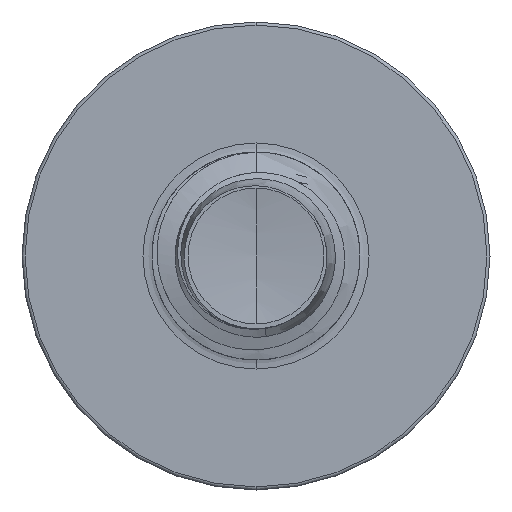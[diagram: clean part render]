
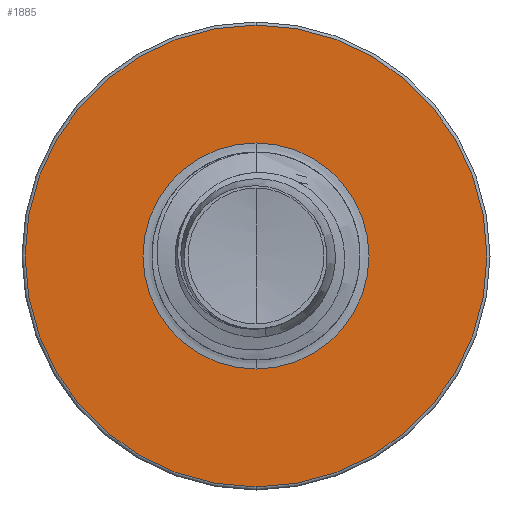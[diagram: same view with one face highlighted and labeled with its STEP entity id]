
A CAD part, front view. The second image highlights one B-rep face of the part: STEP entity #1885.
In plain terms, the highlighted planar face has unit normal (0, -1, 0).
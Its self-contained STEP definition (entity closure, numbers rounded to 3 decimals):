
#872 = DIRECTION ( 'NONE',  ( 0., 0., 1. ) ) ;
#1709 = VERTEX_POINT ( 'NONE', #3526 ) ;
#1885 = ADVANCED_FACE ( 'NONE', ( #5277, #13148 ), #10014, .F. ) ;
#2305 = DIRECTION ( 'NONE',  ( 0., 1., 0. ) ) ;
#3526 = CARTESIAN_POINT ( 'NONE',  ( 0., 14., -2.174 ) ) ;
#4579 = EDGE_LOOP ( 'NONE', ( #26631, #16982 ) ) ;
#5236 = AXIS2_PLACEMENT_3D ( 'NONE', #15720, #34179, #18382 ) ;
#5277 = FACE_OUTER_BOUND ( 'NONE', #30824, .T. ) ;
#5415 = AXIS2_PLACEMENT_3D ( 'NONE', #25380, #27682, #872 ) ;
#5416 = AXIS2_PLACEMENT_3D ( 'NONE', #18175, #2305, #20830 ) ;
#6355 = AXIS2_PLACEMENT_3D ( 'NONE', #27773, #11938, #30407 ) ;
#6362 = VERTEX_POINT ( 'NONE', #11081 ) ;
#10014 = PLANE ( 'NONE',  #5415 ) ;
#11081 = CARTESIAN_POINT ( 'NONE',  ( 0., 14., 4.44 ) ) ;
#11938 = DIRECTION ( 'NONE',  ( 0., 1., 0. ) ) ;
#12914 = CIRCLE ( 'NONE', #5416, 4.44 ) ;
#13124 = CARTESIAN_POINT ( 'NONE',  ( 0., 14., 0. ) ) ;
#13148 = FACE_BOUND ( 'NONE', #4579, .T. ) ;
#13221 = ORIENTED_EDGE ( 'NONE', *, *, #25330, .F. ) ;
#13673 = CIRCLE ( 'NONE', #6355, 2.174 ) ;
#14118 = AXIS2_PLACEMENT_3D ( 'NONE', #13124, #31596, #15805 ) ;
#14958 = EDGE_CURVE ( 'NONE', #18154, #6362, #12914, .T. ) ;
#15720 = CARTESIAN_POINT ( 'NONE',  ( 0., 14., 0. ) ) ;
#15805 = DIRECTION ( 'NONE',  ( 0., 0., 1. ) ) ;
#16982 = ORIENTED_EDGE ( 'NONE', *, *, #26236, .T. ) ;
#18154 = VERTEX_POINT ( 'NONE', #30076 ) ;
#18175 = CARTESIAN_POINT ( 'NONE',  ( 0., 14., 0. ) ) ;
#18382 = DIRECTION ( 'NONE',  ( 0., 0., 1. ) ) ;
#20830 = DIRECTION ( 'NONE',  ( 0., 0., 1. ) ) ;
#23199 = CIRCLE ( 'NONE', #14118, 4.44 ) ;
#23514 = VERTEX_POINT ( 'NONE', #28712 ) ;
#24459 = EDGE_CURVE ( 'NONE', #23514, #1709, #31034, .T. ) ;
#25330 = EDGE_CURVE ( 'NONE', #6362, #18154, #23199, .T. ) ;
#25380 = CARTESIAN_POINT ( 'NONE',  ( 0., 14., -2.174 ) ) ;
#26236 = EDGE_CURVE ( 'NONE', #1709, #23514, #13673, .T. ) ;
#26631 = ORIENTED_EDGE ( 'NONE', *, *, #24459, .T. ) ;
#27682 = DIRECTION ( 'NONE',  ( 0., 1., 0. ) ) ;
#27773 = CARTESIAN_POINT ( 'NONE',  ( 0., 14., 0. ) ) ;
#28712 = CARTESIAN_POINT ( 'NONE',  ( 0., 14., 2.174 ) ) ;
#30076 = CARTESIAN_POINT ( 'NONE',  ( 0., 14., -4.44 ) ) ;
#30407 = DIRECTION ( 'NONE',  ( 0., 0., 1. ) ) ;
#30824 = EDGE_LOOP ( 'NONE', ( #13221, #32905 ) ) ;
#31034 = CIRCLE ( 'NONE', #5236, 2.174 ) ;
#31596 = DIRECTION ( 'NONE',  ( 0., 1., 0. ) ) ;
#32905 = ORIENTED_EDGE ( 'NONE', *, *, #14958, .F. ) ;
#34179 = DIRECTION ( 'NONE',  ( 0., 1., 0. ) ) ;
